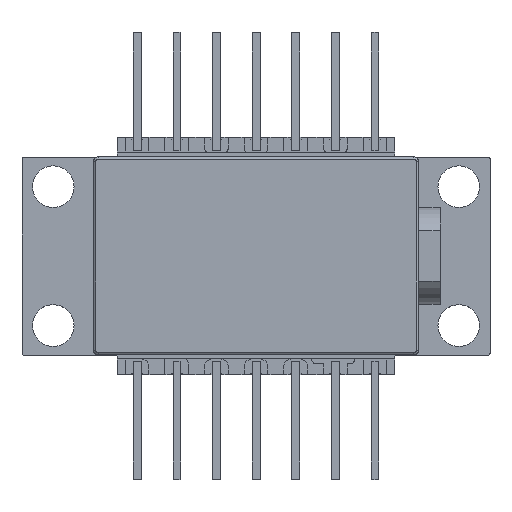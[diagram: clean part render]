
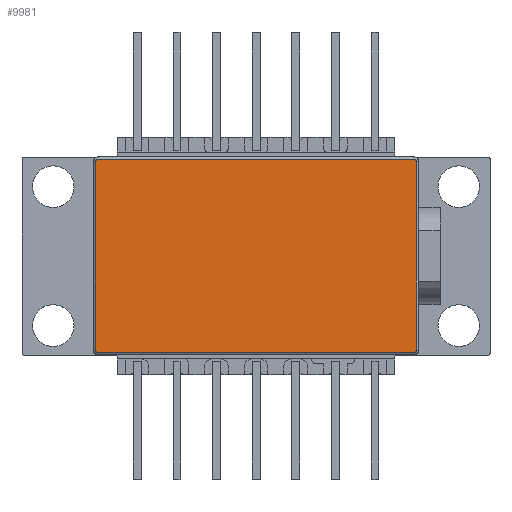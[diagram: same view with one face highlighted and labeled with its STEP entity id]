
A CAD part, top view. The second image highlights one B-rep face of the part: STEP entity #9981.
In plain terms, the highlighted planar face has unit normal (0, 0, 1).
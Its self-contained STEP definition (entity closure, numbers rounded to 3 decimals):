
#990=LINE('',#15757,#2100);
#996=LINE('',#15777,#2106);
#1000=LINE('',#15784,#2110);
#1004=LINE('',#15799,#2114);
#2100=VECTOR('',#12884,20.23);
#2106=VECTOR('',#12904,12.1);
#2110=VECTOR('',#12910,12.1);
#2114=VECTOR('',#12928,20.23);
#2764=FACE_OUTER_BOUND('',#3276,.T.);
#3276=EDGE_LOOP('',(#8099,#8100,#8101,#8102,#8103,#8104,#8105,#8106));
#3591=CIRCLE('',#10651,0.16);
#3594=CIRCLE('',#10655,0.16);
#3595=CIRCLE('',#10659,0.16);
#3598=CIRCLE('',#10663,0.16);
#4442=VERTEX_POINT('',#15754);
#4443=VERTEX_POINT('',#15756);
#4446=VERTEX_POINT('',#15763);
#4447=VERTEX_POINT('',#15768);
#4450=VERTEX_POINT('',#15775);
#4451=VERTEX_POINT('',#15780);
#4454=VERTEX_POINT('',#15787);
#4455=VERTEX_POINT('',#15792);
#5702=EDGE_CURVE('',#4442,#4443,#990,.T.);
#5706=EDGE_CURVE('',#4446,#4442,#3591,.T.);
#5710=EDGE_CURVE('',#4443,#4447,#3594,.T.);
#5712=EDGE_CURVE('',#4450,#4446,#996,.T.);
#5716=EDGE_CURVE('',#4447,#4451,#1000,.T.);
#5718=EDGE_CURVE('',#4454,#4450,#3595,.T.);
#5722=EDGE_CURVE('',#4451,#4455,#3598,.T.);
#5724=EDGE_CURVE('',#4455,#4454,#1004,.T.);
#8099=ORIENTED_EDGE('',*,*,#5702,.F.);
#8100=ORIENTED_EDGE('',*,*,#5706,.F.);
#8101=ORIENTED_EDGE('',*,*,#5712,.F.);
#8102=ORIENTED_EDGE('',*,*,#5718,.F.);
#8103=ORIENTED_EDGE('',*,*,#5724,.F.);
#8104=ORIENTED_EDGE('',*,*,#5722,.F.);
#8105=ORIENTED_EDGE('',*,*,#5716,.F.);
#8106=ORIENTED_EDGE('',*,*,#5710,.F.);
#9040=PLANE('',#10669);
#9981=ADVANCED_FACE('',(#2764),#9040,.F.);
#10651=AXIS2_PLACEMENT_3D('',#15765,#12890,#12891);
#10655=AXIS2_PLACEMENT_3D('',#15772,#12899,#12900);
#10659=AXIS2_PLACEMENT_3D('',#15789,#12914,#12915);
#10663=AXIS2_PLACEMENT_3D('',#15796,#12923,#12924);
#10669=AXIS2_PLACEMENT_3D('',#15815,#12944,#12945);
#12884=DIRECTION('',(1.,0.,0.));
#12890=DIRECTION('center_axis',(0.,0.,-1.));
#12891=DIRECTION('ref_axis',(-1.,0.,0.));
#12899=DIRECTION('center_axis',(0.,0.,-1.));
#12900=DIRECTION('ref_axis',(0.,1.,0.));
#12904=DIRECTION('',(0.,1.,0.));
#12910=DIRECTION('',(0.,-1.,0.));
#12914=DIRECTION('center_axis',(0.,0.,-1.));
#12915=DIRECTION('ref_axis',(0.,-1.,0.));
#12923=DIRECTION('center_axis',(0.,0.,-1.));
#12924=DIRECTION('ref_axis',(1.,0.,0.));
#12928=DIRECTION('',(-1.,0.,0.));
#12944=DIRECTION('center_axis',(0.,0.,-1.));
#12945=DIRECTION('ref_axis',(-1.,0.,0.));
#15754=CARTESIAN_POINT('',(-10.115,6.21,7.9));
#15756=CARTESIAN_POINT('',(10.115,6.21,7.9));
#15757=CARTESIAN_POINT('',(5.058,6.21,7.9));
#15763=CARTESIAN_POINT('',(-10.275,6.05,7.9));
#15765=CARTESIAN_POINT('Origin',(-10.115,6.05,7.9));
#15768=CARTESIAN_POINT('',(10.275,6.05,7.9));
#15772=CARTESIAN_POINT('Origin',(10.115,6.05,7.9));
#15775=CARTESIAN_POINT('',(-10.275,-6.05,7.9));
#15777=CARTESIAN_POINT('',(-10.275,3.025,7.9));
#15780=CARTESIAN_POINT('',(10.275,-6.05,7.9));
#15784=CARTESIAN_POINT('',(10.275,-3.025,7.9));
#15787=CARTESIAN_POINT('',(-10.115,-6.21,7.9));
#15789=CARTESIAN_POINT('Origin',(-10.115,-6.05,7.9));
#15792=CARTESIAN_POINT('',(10.115,-6.21,7.9));
#15796=CARTESIAN_POINT('Origin',(10.115,-6.05,7.9));
#15799=CARTESIAN_POINT('',(-5.058,-6.21,7.9));
#15815=CARTESIAN_POINT('Origin',(0.,0.,7.9));
